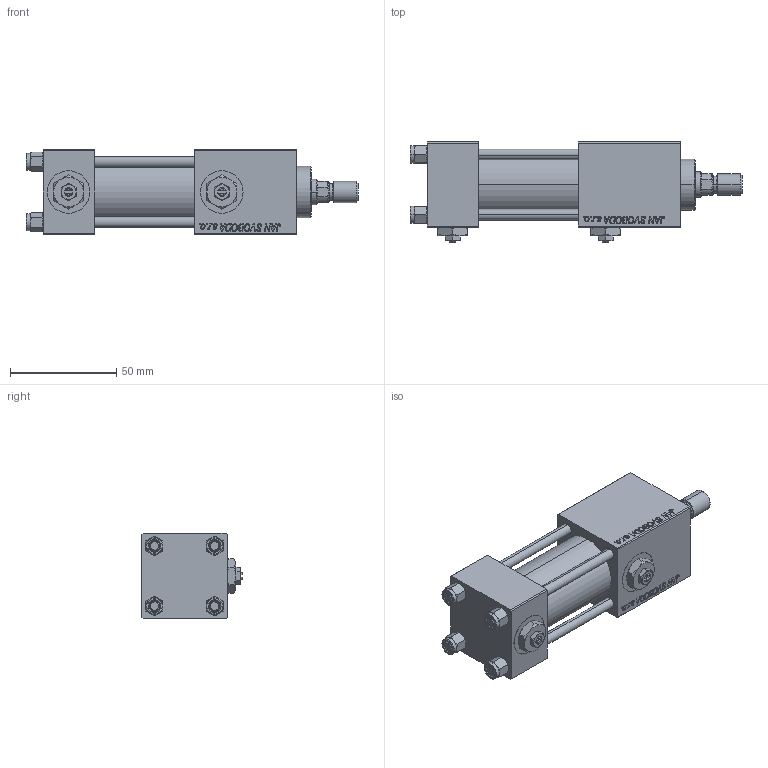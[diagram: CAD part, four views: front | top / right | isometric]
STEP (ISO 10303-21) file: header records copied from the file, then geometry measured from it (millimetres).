
FILE_DESCRIPTION (( 'STEP AP203' ), '1' );
FILE_NAME ('eb9c.STEP', '2022-04-14T21:14:24', ( '' ), ( '' ), 'SwSTEP 2.0', 'SolidWorks 2019', '' );
FILE_SCHEMA (( 'CONFIG_CONTROL_DESIGN' ));
Length unit declared in the file: millimetre
Products named in the file (8): V215_VC_A d7403e3f2cd27c8c1b2d1244b3394133; NUT_M5_C d7403e3f2cd27c8c1b2d1244b3394133; V215CR_C_TYCINKA d7403e3f2cd27c8c1b2d1244b3394133; eb9c; V215CR_VCP_C d7403e3f2cd27c8c1b2d1244b3394133; Zatka_pro_OIL_PORT d7403e3f2cd27c8c1b2d1244b3394133; ROD_END_AH d7403e3f2cd27c8c1b2d1244b3394133; V215CR_C_Body d7403e3f2cd27c8c1b2d1244b3394133
Assembly tree (14 placements, depth 2):
  eb9c
    V215CR_C_Body d7403e3f2cd27c8c1b2d1244b3394133
    V215CR_VCP_C d7403e3f2cd27c8c1b2d1244b3394133
    NUT_M5_C d7403e3f2cd27c8c1b2d1244b3394133  x4
    V215CR_C_TYCINKA d7403e3f2cd27c8c1b2d1244b3394133  x4
    V215_VC_A d7403e3f2cd27c8c1b2d1244b3394133
    ROD_END_AH d7403e3f2cd27c8c1b2d1244b3394133
    Zatka_pro_OIL_PORT d7403e3f2cd27c8c1b2d1244b3394133  x2
Bounding box: 156 x 47 x 40 mm (x, y, z)
Volume: 141564.9 mm3; surface area: 56963.2 mm2
Topology: 14 solids, 14 shells, 1268 faces, 3140 edges, 2021 vertices
Faces by surface type: plane 578, bspline 392, cone 182, cylinder 106, torus 10
Entity records: 52756 total; most frequent: CARTESIAN_POINT 27753, ORIENTED_EDGE 5580, DIRECTION 3652, EDGE_CURVE 2790, VERTEX_POINT 1819, LINE 1648, VECTOR 1648, EDGE_LOOP 1241
